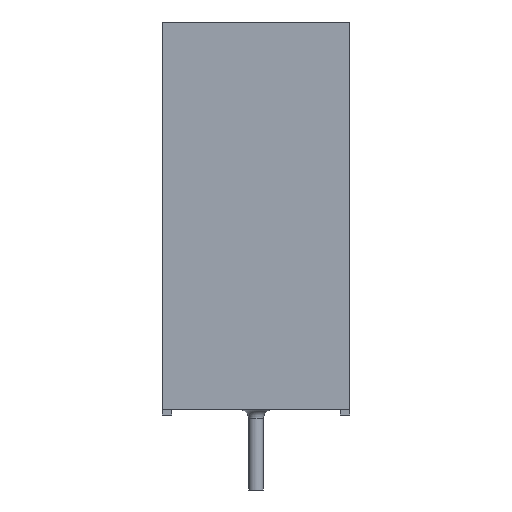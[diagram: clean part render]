
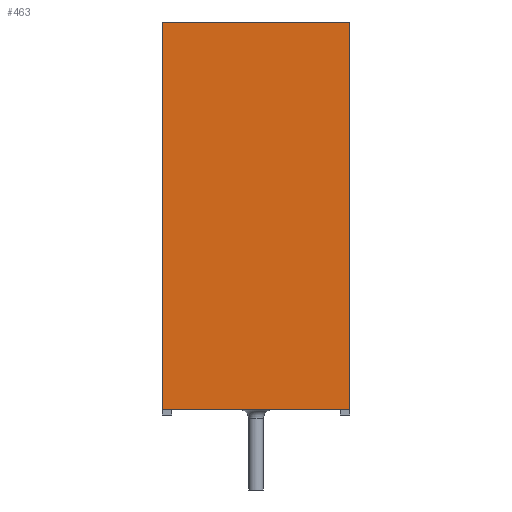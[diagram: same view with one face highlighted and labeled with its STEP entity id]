
A CAD part, left-side view. The second image highlights one B-rep face of the part: STEP entity #463.
In plain terms, the highlighted planar face has unit normal (-1, 0, 0).
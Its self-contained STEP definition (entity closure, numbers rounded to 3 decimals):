
#463 = ADVANCED_FACE( '', ( #1073 ), #1074, .F. );
#1073 = FACE_OUTER_BOUND( '', #1830, .T. );
#1074 = PLANE( '', #1831 );
#1830 = EDGE_LOOP( '', ( #3621, #3622, #3623, #3624 ) );
#1831 = AXIS2_PLACEMENT_3D( '', #3625, #3626, #3627 );
#3621 = ORIENTED_EDGE( '', *, *, #5472, .T. );
#3622 = ORIENTED_EDGE( '', *, *, #5473, .F. );
#3623 = ORIENTED_EDGE( '', *, *, #5359, .F. );
#3624 = ORIENTED_EDGE( '', *, *, #5263, .T. );
#3625 = CARTESIAN_POINT( '', ( -13., -5., 10.35 ) );
#3626 = DIRECTION( '', ( 1., 0., 0. ) );
#3627 = DIRECTION( '', ( 0., 0., -1. ) );
#5263 = EDGE_CURVE( '', #6278, #6276, #6279, .T. );
#5359 = EDGE_CURVE( '', #6278, #6430, #6431, .T. );
#5472 = EDGE_CURVE( '', #6276, #6585, #6586, .T. );
#5473 = EDGE_CURVE( '', #6430, #6585, #6587, .T. );
#6276 = VERTEX_POINT( '', #8457 );
#6278 = VERTEX_POINT( '', #8460 );
#6279 = LINE( '', #8461, #8462 );
#6430 = VERTEX_POINT( '', #8969 );
#6431 = LINE( '', #8970, #8971 );
#6585 = VERTEX_POINT( '', #9355 );
#6586 = LINE( '', #9356, #9357 );
#6587 = LINE( '', #9358, #9359 );
#8457 = CARTESIAN_POINT( '', ( -13., 5., 10.35 ) );
#8460 = CARTESIAN_POINT( '', ( -13., -5., 10.35 ) );
#8461 = CARTESIAN_POINT( '', ( -13., -5., 10.35 ) );
#8462 = VECTOR( '', #10303, 1000. );
#8969 = CARTESIAN_POINT( '', ( -13., -5., -10.35 ) );
#8970 = CARTESIAN_POINT( '', ( -13., -5., 10.35 ) );
#8971 = VECTOR( '', #10364, 1000. );
#9355 = CARTESIAN_POINT( '', ( -13., 5., -10.35 ) );
#9356 = CARTESIAN_POINT( '', ( -13., 5., 10.35 ) );
#9357 = VECTOR( '', #10416, 1000. );
#9358 = CARTESIAN_POINT( '', ( -13., -5., -10.35 ) );
#9359 = VECTOR( '', #10417, 1000. );
#10303 = DIRECTION( '', ( 0., 1., 0. ) );
#10364 = DIRECTION( '', ( 0., 0., -1. ) );
#10416 = DIRECTION( '', ( 0., 0., -1. ) );
#10417 = DIRECTION( '', ( 0., 1., 0. ) );
